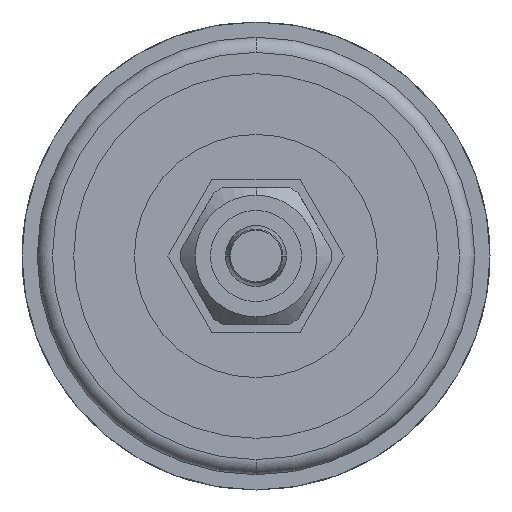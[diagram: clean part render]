
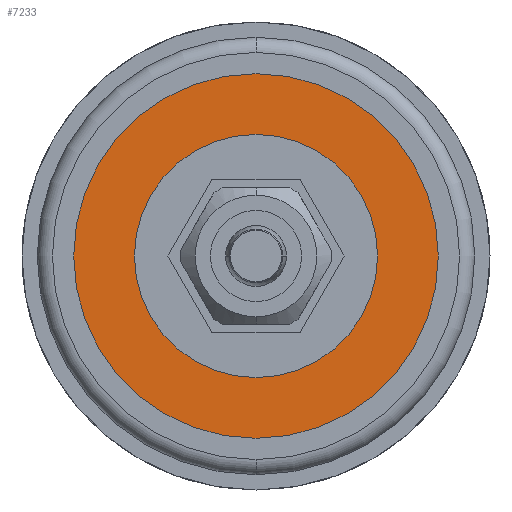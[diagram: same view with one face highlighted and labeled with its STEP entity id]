
A CAD part, front view. The second image highlights one B-rep face of the part: STEP entity #7233.
In plain terms, the highlighted planar face has unit normal (0, -1, 0).
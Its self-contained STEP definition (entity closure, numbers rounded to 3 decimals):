
#25 = VERTEX_POINT ( 'NONE', #2426 ) ;
#30 = CARTESIAN_POINT ( 'NONE',  ( 6., -45.5, 0. ) ) ;
#157 = ORIENTED_EDGE ( 'NONE', *, *, #11734, .F. ) ;
#716 = AXIS2_PLACEMENT_3D ( 'NONE', #6041, #8459, #5023 ) ;
#1387 = EDGE_LOOP ( 'NONE', ( #4820, #7733 ) ) ;
#1793 = DIRECTION ( 'NONE',  ( 0., 0., 1. ) ) ;
#2166 = CARTESIAN_POINT ( 'NONE',  ( 0., -45.5, 4. ) ) ;
#2426 = CARTESIAN_POINT ( 'NONE',  ( 0., -45.5, -4. ) ) ;
#2864 = DIRECTION ( 'NONE',  ( 0., 1., 0. ) ) ;
#3607 = EDGE_CURVE ( 'Defeature ausgef�hrt1_2+Defeature ausgef�hrt1_11+Defeature ausgef�hrt1_11+Defeature ausgef�hrt1_11', #5537, #25, #5628, .T. ) ;
#4820 = ORIENTED_EDGE ( 'NONE', *, *, #3607, .F. ) ;
#5023 = DIRECTION ( 'NONE',  ( 0., 0., 1. ) ) ;
#5331 = CIRCLE ( 'NONE', #716, 4. ) ;
#5537 = VERTEX_POINT ( 'NONE', #2166 ) ;
#5628 = CIRCLE ( 'NONE', #12840, 4. ) ;
#6041 = CARTESIAN_POINT ( 'NONE',  ( 0., -45.5, 0. ) ) ;
#6298 = DIRECTION ( 'NONE',  ( 0., -1., 0. ) ) ;
#6839 = EDGE_LOOP ( 'NONE', ( #157, #14751 ) ) ;
#6899 = VERTEX_POINT ( 'NONE', #13026 ) ;
#6901 = PLANE ( 'NONE',  #14432 ) ;
#7233 = ADVANCED_FACE ( 'Defeature ausgef�hrt1_11', ( #13639, #10036 ), #6901, .F. ) ;
#7528 = CIRCLE ( 'NONE', #9203, 6. ) ;
#7733 = ORIENTED_EDGE ( 'NONE', *, *, #9178, .F. ) ;
#7761 = CARTESIAN_POINT ( 'NONE',  ( 0., -45.5, 6. ) ) ;
#8076 = DIRECTION ( 'NONE',  ( 0., 1., 0. ) ) ;
#8459 = DIRECTION ( 'NONE',  ( 0., -1., 0. ) ) ;
#8737 = DIRECTION ( 'NONE',  ( 0., 0., 1. ) ) ;
#9178 = EDGE_CURVE ( 'Defeature ausgef�hrt1_2+Defeature ausgef�hrt1_11+Defeature ausgef�hrt1_11+Defeature ausgef�hrt1_11', #25, #5537, #5331, .T. ) ;
#9203 = AXIS2_PLACEMENT_3D ( 'NONE', #11978, #2864, #9548 ) ;
#9207 = DIRECTION ( 'NONE',  ( 0., 0., 1. ) ) ;
#9471 = VERTEX_POINT ( 'NONE', #7761 ) ;
#9548 = DIRECTION ( 'NONE',  ( 0., 0., 1. ) ) ;
#9718 = CARTESIAN_POINT ( 'NONE',  ( 0., -45.5, 0. ) ) ;
#10036 = FACE_OUTER_BOUND ( 'NONE', #6839, .T. ) ;
#11734 = EDGE_CURVE ( 'Defeature ausgef�hrt1_12+Defeature ausgef�hrt1_11+Defeature ausgef�hrt1_11+Defeature ausgef�hrt1_11', #9471, #6899, #12564, .T. ) ;
#11978 = CARTESIAN_POINT ( 'NONE',  ( 0., -45.5, 0. ) ) ;
#12564 = CIRCLE ( 'NONE', #13107, 6. ) ;
#12840 = AXIS2_PLACEMENT_3D ( 'NONE', #9718, #6298, #1793 ) ;
#13026 = CARTESIAN_POINT ( 'NONE',  ( 0., -45.5, -6. ) ) ;
#13107 = AXIS2_PLACEMENT_3D ( 'NONE', #14536, #13291, #8737 ) ;
#13291 = DIRECTION ( 'NONE',  ( 0., 1., 0. ) ) ;
#13639 = FACE_BOUND ( 'NONE', #1387, .T. ) ;
#13677 = EDGE_CURVE ( 'Defeature ausgef�hrt1_12+Defeature ausgef�hrt1_11+Defeature ausgef�hrt1_11+Defeature ausgef�hrt1_11', #6899, #9471, #7528, .T. ) ;
#14432 = AXIS2_PLACEMENT_3D ( 'NONE', #30, #8076, #9207 ) ;
#14536 = CARTESIAN_POINT ( 'NONE',  ( 0., -45.5, 0. ) ) ;
#14751 = ORIENTED_EDGE ( 'NONE', *, *, #13677, .F. ) ;
